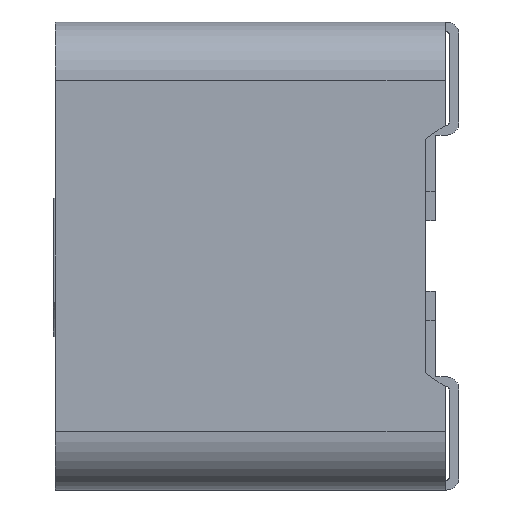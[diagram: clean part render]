
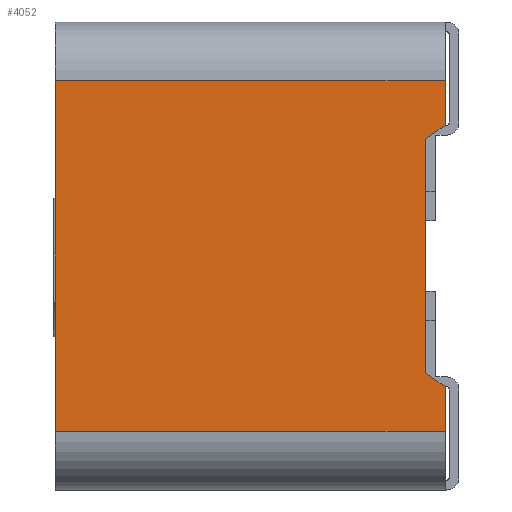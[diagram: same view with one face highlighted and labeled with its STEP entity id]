
A CAD part, left-side view. The second image highlights one B-rep face of the part: STEP entity #4052.
In plain terms, the highlighted planar face has unit normal (-1, 0, 0).
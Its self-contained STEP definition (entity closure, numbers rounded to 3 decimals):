
#170 = VERTEX_POINT ( 'NONE', #4897 ) ;
#179 = VECTOR ( 'NONE', #5961, 1000. ) ;
#183 = DIRECTION ( 'NONE',  ( 0., 0., 1. ) ) ;
#243 = CARTESIAN_POINT ( 'NONE',  ( -6., 0., -3.35 ) ) ;
#349 = VECTOR ( 'NONE', #3608, 1000. ) ;
#357 = VECTOR ( 'NONE', #183, 1000. ) ;
#614 = ORIENTED_EDGE ( 'NONE', *, *, #3272, .F. ) ;
#681 = EDGE_CURVE ( 'NONE', #5869, #5754, #2827, .T. ) ;
#768 = ORIENTED_EDGE ( 'NONE', *, *, #2069, .T. ) ;
#772 = VERTEX_POINT ( 'NONE', #5474 ) ;
#839 = CARTESIAN_POINT ( 'NONE',  ( -6., 0., -4.5 ) ) ;
#1033 = ORIENTED_EDGE ( 'NONE', *, *, #681, .T. ) ;
#1043 = CARTESIAN_POINT ( 'NONE',  ( -6., 10., 4.5 ) ) ;
#1074 = CARTESIAN_POINT ( 'NONE',  ( -6., 0.5, -3. ) ) ;
#1166 = CARTESIAN_POINT ( 'NONE',  ( -6., 10., -4.5 ) ) ;
#1258 = ORIENTED_EDGE ( 'NONE', *, *, #2085, .T. ) ;
#1455 = VECTOR ( 'NONE', #5722, 1000. ) ;
#1569 = VECTOR ( 'NONE', #3489, 1000. ) ;
#1650 = CARTESIAN_POINT ( 'NONE',  ( -6., 0.5, 3. ) ) ;
#1761 = VECTOR ( 'NONE', #2064, 1000. ) ;
#2064 = DIRECTION ( 'NONE',  ( 0., 0., 1. ) ) ;
#2069 = EDGE_CURVE ( 'NONE', #3327, #5095, #4598, .T. ) ;
#2085 = EDGE_CURVE ( 'NONE', #5754, #3327, #5351, .T. ) ;
#2341 = LINE ( 'NONE', #5745, #1455 ) ;
#2475 = DIRECTION ( 'NONE',  ( 0., -1., 0. ) ) ;
#2495 = ORIENTED_EDGE ( 'NONE', *, *, #5906, .T. ) ;
#2568 = EDGE_CURVE ( 'NONE', #5095, #170, #3670, .T. ) ;
#2741 = CARTESIAN_POINT ( 'NONE',  ( -6., 10., -4.5 ) ) ;
#2827 = LINE ( 'NONE', #4971, #1569 ) ;
#2950 = LINE ( 'NONE', #5922, #1761 ) ;
#2993 = EDGE_CURVE ( 'NONE', #4733, #4984, #4684, .T. ) ;
#3099 = DIRECTION ( 'NONE',  ( 0., -0.819, 0.573 ) ) ;
#3272 = EDGE_CURVE ( 'NONE', #4984, #772, #4028, .T. ) ;
#3278 = ORIENTED_EDGE ( 'NONE', *, *, #2568, .T. ) ;
#3327 = VERTEX_POINT ( 'NONE', #1074 ) ;
#3371 = CARTESIAN_POINT ( 'NONE',  ( -6., 10., 4.5 ) ) ;
#3489 = DIRECTION ( 'NONE',  ( 0., 0., 1. ) ) ;
#3518 = CARTESIAN_POINT ( 'NONE',  ( -6., 0.5, 3. ) ) ;
#3564 = DIRECTION ( 'NONE',  ( 0., 0., -1. ) ) ;
#3592 = CARTESIAN_POINT ( 'NONE',  ( -6., 10., -4.5 ) ) ;
#3608 = DIRECTION ( 'NONE',  ( 0., 0.819, 0.573 ) ) ;
#3661 = DIRECTION ( 'NONE',  ( 1., 0., 0. ) ) ;
#3668 = ORIENTED_EDGE ( 'NONE', *, *, #2993, .F. ) ;
#3670 = LINE ( 'NONE', #1650, #5870 ) ;
#3857 = ORIENTED_EDGE ( 'NONE', *, *, #5620, .T. ) ;
#4028 = LINE ( 'NONE', #3371, #5324 ) ;
#4052 = ADVANCED_FACE ( 'NONE', ( #4625 ), #6007, .F. ) ;
#4082 = AXIS2_PLACEMENT_3D ( 'NONE', #3592, #3661, #3564 ) ;
#4537 = CARTESIAN_POINT ( 'NONE',  ( -6., 0.5, 3. ) ) ;
#4598 = LINE ( 'NONE', #3518, #179 ) ;
#4625 = FACE_OUTER_BOUND ( 'NONE', #5796, .T. ) ;
#4684 = LINE ( 'NONE', #1166, #357 ) ;
#4733 = VERTEX_POINT ( 'NONE', #2741 ) ;
#4897 = CARTESIAN_POINT ( 'NONE',  ( -6., 0., 3.35 ) ) ;
#4971 = CARTESIAN_POINT ( 'NONE',  ( -6., 0., -4.5 ) ) ;
#4984 = VERTEX_POINT ( 'NONE', #1043 ) ;
#5095 = VERTEX_POINT ( 'NONE', #4537 ) ;
#5324 = VECTOR ( 'NONE', #2475, 1000. ) ;
#5351 = LINE ( 'NONE', #6086, #349 ) ;
#5474 = CARTESIAN_POINT ( 'NONE',  ( -6., 0., 4.5 ) ) ;
#5620 = EDGE_CURVE ( 'NONE', #170, #772, #2950, .T. ) ;
#5722 = DIRECTION ( 'NONE',  ( 0., -1., 0. ) ) ;
#5745 = CARTESIAN_POINT ( 'NONE',  ( -6., 10., -4.5 ) ) ;
#5754 = VERTEX_POINT ( 'NONE', #243 ) ;
#5796 = EDGE_LOOP ( 'NONE', ( #768, #3278, #3857, #614, #3668, #2495, #1033, #1258 ) ) ;
#5869 = VERTEX_POINT ( 'NONE', #839 ) ;
#5870 = VECTOR ( 'NONE', #3099, 1000. ) ;
#5906 = EDGE_CURVE ( 'NONE', #4733, #5869, #2341, .T. ) ;
#5922 = CARTESIAN_POINT ( 'NONE',  ( -6., 0., -4.5 ) ) ;
#5961 = DIRECTION ( 'NONE',  ( 0., 0., 1. ) ) ;
#6007 = PLANE ( 'NONE',  #4082 ) ;
#6086 = CARTESIAN_POINT ( 'NONE',  ( -6., 0.5, -3. ) ) ;
